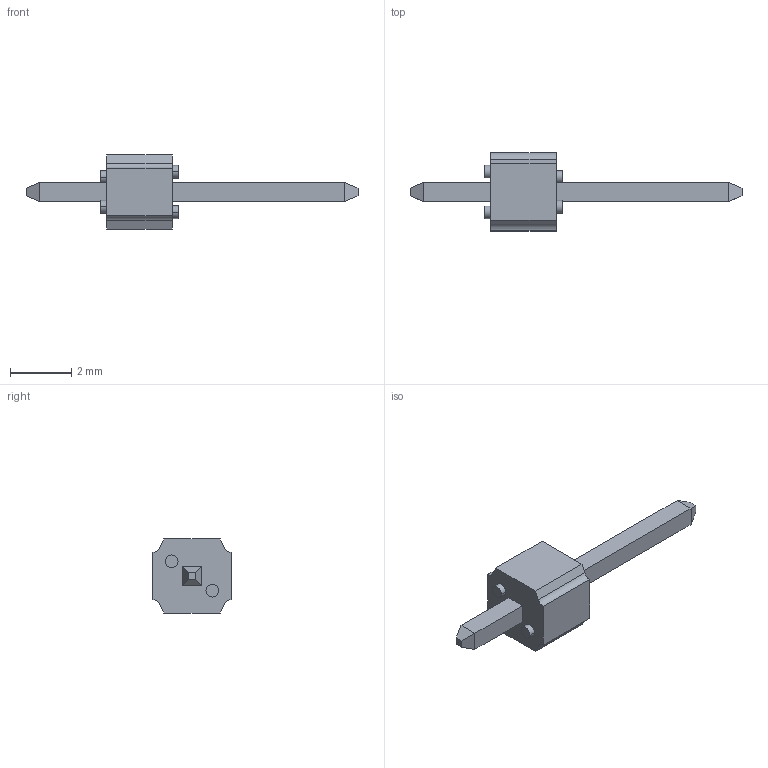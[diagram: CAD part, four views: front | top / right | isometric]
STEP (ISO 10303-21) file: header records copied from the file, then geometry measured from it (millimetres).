
FILE_DESCRIPTION((''),'2;1');
FILE_NAME('93189-001','2020-07-31T',('XuanM'),('AFCI'),'CREO PARAMETRIC BY PTC INC, 2016130','CREO PARAMETRIC BY PTC INC, 2016130','');
FILE_SCHEMA(('CONFIG_CONTROL_DESIGN'));
Length unit declared in the file: millimetre
Products named in the file (1): 93189-001
Bounding box: 10.8 x 2.54 x 2.41 mm (x, y, z)
Volume: 15.7 mm3; surface area: 52.9 mm2
Topology: 1 solids, 1 shells, 44 faces, 100 edges, 64 vertices
Faces by surface type: plane 32, cylinder 12
Entity records: 1262 total; most frequent: DIRECTION 212, CARTESIAN_POINT 208, ORIENTED_EDGE 200, EDGE_CURVE 100, VECTOR 76, LINE 76, AXIS2_PLACEMENT_3D 68, VERTEX_POINT 64
